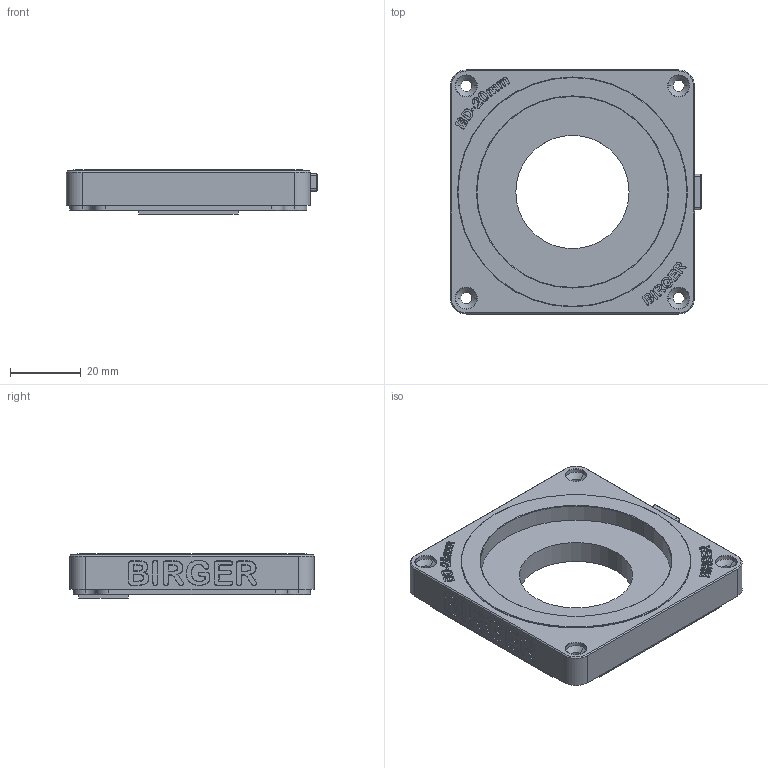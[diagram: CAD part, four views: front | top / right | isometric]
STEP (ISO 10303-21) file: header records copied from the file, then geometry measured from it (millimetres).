
FILE_DESCRIPTION (( 'STEP AP214' ), '1' );
FILE_NAME ('Birger_BD_Family_Critical_Geometry.STEP', '2023-11-08T04:10:02', ( '' ), ( '' ), 'SwSTEP 2.0', 'SolidWorks 2022', '' );
FILE_SCHEMA (( 'AUTOMOTIVE_DESIGN' ));
Length unit declared in the file: millimetre
Products named in the file (1): Birger_BD_Family_Critical_Geometry
Bounding box: 71 x 69 x 12.5 mm (x, y, z)
Volume: 36628 mm3; surface area: 13012.3 mm2
Topology: 1 solids, 1 shells, 633 faces, 1644 edges, 1062 vertices
Faces by surface type: bspline 259, plane 230, cone 78, cylinder 66
Entity records: 40887 total; most frequent: CARTESIAN_POINT 27664, ORIENTED_EDGE 3276, DIRECTION 1746, EDGE_CURVE 1638, VERTEX_POINT 1062, B_SPLINE_CURVE_WITH_KNOTS 850, EDGE_LOOP 698, ADVANCED_FACE 633
